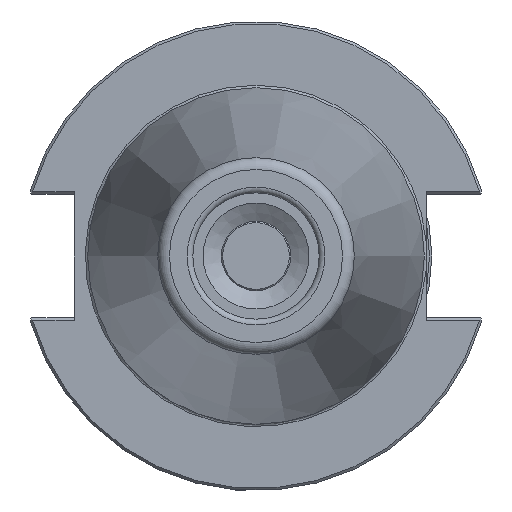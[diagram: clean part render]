
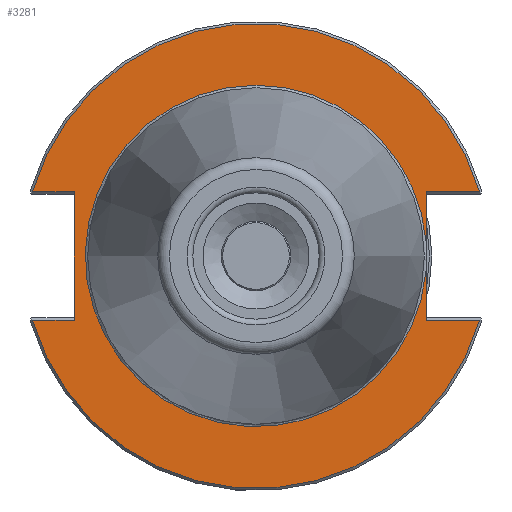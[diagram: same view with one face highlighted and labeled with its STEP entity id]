
A CAD part, left-side view. The second image highlights one B-rep face of the part: STEP entity #3281.
In plain terms, the highlighted planar face has unit normal (-1, 0, 0).
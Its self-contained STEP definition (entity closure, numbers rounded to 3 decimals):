
#122=PLANE('',#3574);
#275=LINE('',#5187,#549);
#283=LINE('',#5229,#557);
#284=LINE('',#5234,#558);
#285=LINE('',#5236,#559);
#286=LINE('',#5237,#560);
#287=LINE('',#5239,#561);
#288=LINE('',#5244,#562);
#549=VECTOR('',#4103,10.);
#557=VECTOR('',#4125,10.);
#558=VECTOR('',#4130,10.);
#559=VECTOR('',#4131,10.);
#560=VECTOR('',#4132,10.);
#561=VECTOR('',#4133,10.);
#562=VECTOR('',#4138,10.);
#856=FACE_OUTER_BOUND('',#1059,.T.);
#1059=EDGE_LOOP('',(#2504,#2505,#2506,#2507,#2508,#2509,#2510,#2511,#2512,
#2513,#2514));
#1305=CIRCLE('',#3572,48.25);
#1306=CIRCLE('',#3575,48.25);
#1307=CIRCLE('',#3576,35.429);
#1308=CIRCLE('',#3577,35.429);
#1511=VERTEX_POINT('',#5182);
#1512=VERTEX_POINT('',#5186);
#1520=VERTEX_POINT('',#5211);
#1521=VERTEX_POINT('',#5215);
#1524=VERTEX_POINT('',#5227);
#1525=VERTEX_POINT('',#5231);
#1526=VERTEX_POINT('',#5233);
#1527=VERTEX_POINT('',#5235);
#1528=VERTEX_POINT('',#5238);
#1529=VERTEX_POINT('',#5240);
#1530=VERTEX_POINT('',#5242);
#1873=EDGE_CURVE('',#1511,#1512,#275,.T.);
#1884=EDGE_CURVE('',#1520,#1521,#1305,.T.);
#1889=EDGE_CURVE('',#1524,#1520,#283,.T.);
#1890=EDGE_CURVE('',#1525,#1511,#1306,.T.);
#1891=EDGE_CURVE('',#1526,#1525,#284,.T.);
#1892=EDGE_CURVE('',#1526,#1527,#285,.T.);
#1893=EDGE_CURVE('',#1521,#1527,#286,.T.);
#1894=EDGE_CURVE('',#1524,#1528,#287,.T.);
#1895=EDGE_CURVE('',#1528,#1529,#1307,.T.);
#1896=EDGE_CURVE('',#1529,#1530,#1308,.T.);
#1897=EDGE_CURVE('',#1530,#1512,#288,.T.);
#2504=ORIENTED_EDGE('',*,*,#1873,.F.);
#2505=ORIENTED_EDGE('',*,*,#1890,.F.);
#2506=ORIENTED_EDGE('',*,*,#1891,.F.);
#2507=ORIENTED_EDGE('',*,*,#1892,.T.);
#2508=ORIENTED_EDGE('',*,*,#1893,.F.);
#2509=ORIENTED_EDGE('',*,*,#1884,.F.);
#2510=ORIENTED_EDGE('',*,*,#1889,.F.);
#2511=ORIENTED_EDGE('',*,*,#1894,.T.);
#2512=ORIENTED_EDGE('',*,*,#1895,.T.);
#2513=ORIENTED_EDGE('',*,*,#1896,.T.);
#2514=ORIENTED_EDGE('',*,*,#1897,.T.);
#3281=ADVANCED_FACE('',(#856),#122,.T.);
#3572=AXIS2_PLACEMENT_3D('',#5216,#4119,#4120);
#3574=AXIS2_PLACEMENT_3D('',#5230,#4126,#4127);
#3575=AXIS2_PLACEMENT_3D('',#5232,#4128,#4129);
#3576=AXIS2_PLACEMENT_3D('',#5241,#4134,#4135);
#3577=AXIS2_PLACEMENT_3D('',#5243,#4136,#4137);
#4103=DIRECTION('',(0.,1.,0.));
#4119=DIRECTION('center_axis',(1.,0.,0.));
#4120=DIRECTION('ref_axis',(0.,0.,-1.));
#4125=DIRECTION('',(0.,-1.,0.));
#4126=DIRECTION('center_axis',(-1.,0.,0.));
#4127=DIRECTION('ref_axis',(0.,0.,1.));
#4128=DIRECTION('center_axis',(1.,0.,0.));
#4129=DIRECTION('ref_axis',(0.,0.,-1.));
#4130=DIRECTION('',(0.,1.,0.));
#4131=DIRECTION('',(0.,0.,-1.));
#4132=DIRECTION('',(0.,-1.,0.));
#4133=DIRECTION('',(0.,0.,1.));
#4134=DIRECTION('center_axis',(1.,0.,0.));
#4135=DIRECTION('ref_axis',(0.,0.,-1.));
#4136=DIRECTION('center_axis',(1.,0.,0.));
#4137=DIRECTION('ref_axis',(0.,0.,-1.));
#4138=DIRECTION('',(0.,0.,1.));
#5182=CARTESIAN_POINT('',(3.175,-46.373,13.325));
#5186=CARTESIAN_POINT('',(3.175,-35.3,13.325));
#5187=CARTESIAN_POINT('',(3.175,6.475,13.325));
#5211=CARTESIAN_POINT('',(3.175,-46.373,-13.325));
#5215=CARTESIAN_POINT('',(3.175,46.373,-13.325));
#5216=CARTESIAN_POINT('Origin',(3.175,0.,
0.));
#5227=CARTESIAN_POINT('',(3.175,-35.3,-13.325));
#5229=CARTESIAN_POINT('',(3.175,-13.707,-13.325));
#5230=CARTESIAN_POINT('Origin',(3.175,48.25,0.));
#5231=CARTESIAN_POINT('',(3.175,46.373,13.325));
#5232=CARTESIAN_POINT('Origin',(3.175,0.,
0.));
#5233=CARTESIAN_POINT('',(3.175,37.7,13.325));
#5234=CARTESIAN_POINT('',(3.175,61.395,13.325));
#5235=CARTESIAN_POINT('',(3.175,37.7,-13.325));
#5236=CARTESIAN_POINT('',(3.175,37.7,6.413));
#5237=CARTESIAN_POINT('',(3.175,42.975,-13.325));
#5238=CARTESIAN_POINT('',(3.175,-35.3,-3.016));
#5239=CARTESIAN_POINT('',(3.175,-35.3,-6.413));
#5240=CARTESIAN_POINT('',(3.175,0.,35.429));
#5241=CARTESIAN_POINT('Origin',(3.175,0.,
0.));
#5242=CARTESIAN_POINT('',(3.175,-35.3,3.016));
#5243=CARTESIAN_POINT('Origin',(3.175,0.,
0.));
#5244=CARTESIAN_POINT('',(3.175,-35.3,-6.413));
